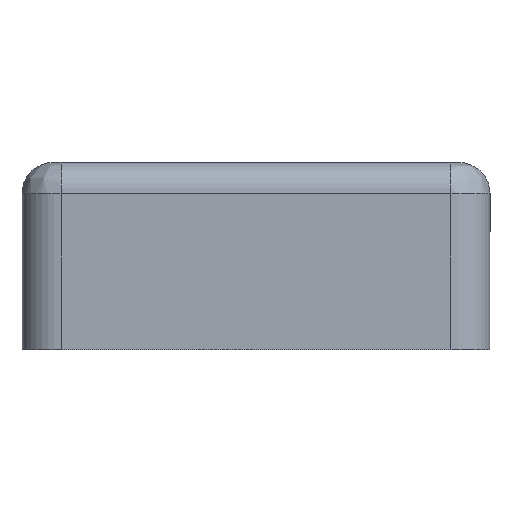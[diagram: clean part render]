
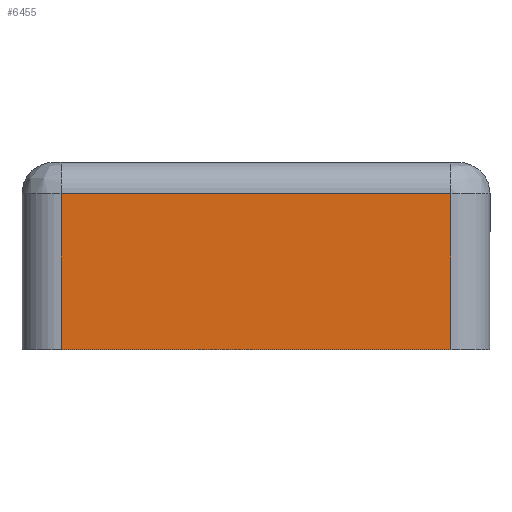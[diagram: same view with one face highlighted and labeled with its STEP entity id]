
A CAD part, front view. The second image highlights one B-rep face of the part: STEP entity #6455.
In plain terms, the highlighted planar face has unit normal (0, -1, 0).
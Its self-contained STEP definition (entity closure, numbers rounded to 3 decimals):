
#101 = EDGE_LOOP ( 'NONE', ( #2038, #2401, #2969, #3526 ) ) ;
#126 = LINE ( 'NONE', #6746, #3585 ) ;
#855 = DIRECTION ( 'NONE',  ( 0., 1., 0. ) ) ;
#1355 = VECTOR ( 'NONE', #8627, 1000. ) ;
#1406 = LINE ( 'NONE', #4571, #9028 ) ;
#1654 = DIRECTION ( 'NONE',  ( 0., 0., 1. ) ) ;
#1833 = LINE ( 'NONE', #8742, #3538 ) ;
#1870 = CARTESIAN_POINT ( 'NONE',  ( -12.5, -30., 10. ) ) ;
#2014 = CARTESIAN_POINT ( 'NONE',  ( 12.5, -30., 0. ) ) ;
#2038 = ORIENTED_EDGE ( 'NONE', *, *, #8858, .F. ) ;
#2298 = PLANE ( 'NONE',  #2778 ) ;
#2401 = ORIENTED_EDGE ( 'NONE', *, *, #2471, .F. ) ;
#2471 = EDGE_CURVE ( 'NONE', #7877, #6113, #1406, .T. ) ;
#2778 = AXIS2_PLACEMENT_3D ( 'NONE', #5257, #855, #6014 ) ;
#2969 = ORIENTED_EDGE ( 'NONE', *, *, #3935, .F. ) ;
#3526 = ORIENTED_EDGE ( 'NONE', *, *, #6883, .F. ) ;
#3538 = VECTOR ( 'NONE', #3551, 1000. ) ;
#3551 = DIRECTION ( 'NONE',  ( 0., 0., -1. ) ) ;
#3585 = VECTOR ( 'NONE', #5251, 1000. ) ;
#3792 = FACE_OUTER_BOUND ( 'NONE', #101, .T. ) ;
#3935 = EDGE_CURVE ( 'NONE', #7276, #7877, #126, .T. ) ;
#4470 = VERTEX_POINT ( 'NONE', #8538 ) ;
#4571 = CARTESIAN_POINT ( 'NONE',  ( -12.5, -30., 12. ) ) ;
#4992 = CARTESIAN_POINT ( 'NONE',  ( -15., -30., 10. ) ) ;
#5251 = DIRECTION ( 'NONE',  ( -1., 0., 0. ) ) ;
#5257 = CARTESIAN_POINT ( 'NONE',  ( -15., -30., 12. ) ) ;
#6014 = DIRECTION ( 'NONE',  ( 0., 0., 1. ) ) ;
#6113 = VERTEX_POINT ( 'NONE', #1870 ) ;
#6455 = ADVANCED_FACE ( 'NONE', ( #3792 ), #2298, .F. ) ;
#6746 = CARTESIAN_POINT ( 'NONE',  ( 15., -30., 0. ) ) ;
#6883 = EDGE_CURVE ( 'NONE', #4470, #7276, #1833, .T. ) ;
#7010 = LINE ( 'NONE', #4992, #1355 ) ;
#7276 = VERTEX_POINT ( 'NONE', #2014 ) ;
#7807 = CARTESIAN_POINT ( 'NONE',  ( -12.5, -30., 0. ) ) ;
#7877 = VERTEX_POINT ( 'NONE', #7807 ) ;
#8538 = CARTESIAN_POINT ( 'NONE',  ( 12.5, -30., 10. ) ) ;
#8627 = DIRECTION ( 'NONE',  ( 1., 0., 0. ) ) ;
#8742 = CARTESIAN_POINT ( 'NONE',  ( 12.5, -30., 12. ) ) ;
#8858 = EDGE_CURVE ( 'NONE', #6113, #4470, #7010, .T. ) ;
#9028 = VECTOR ( 'NONE', #1654, 1000. ) ;
